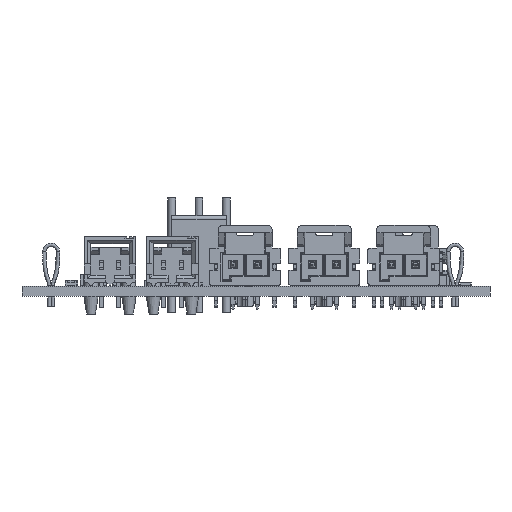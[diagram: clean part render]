
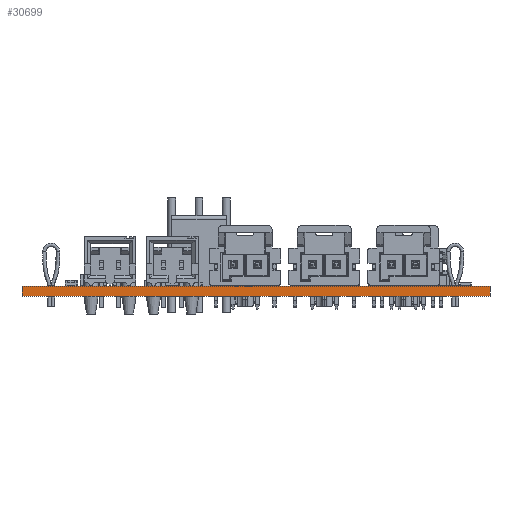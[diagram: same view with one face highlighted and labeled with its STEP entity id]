
A CAD part, front view. The second image highlights one B-rep face of the part: STEP entity #30699.
In plain terms, the highlighted planar face has unit normal (0, -1, 0).
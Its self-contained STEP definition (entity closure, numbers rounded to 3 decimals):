
#30699 = ADVANCED_FACE('',(#30700),#30734,.T.);
#30700 = FACE_BOUND('',#30701,.T.);
#30701 = EDGE_LOOP('',(#30702,#30712,#30720,#30728));
#30702 = ORIENTED_EDGE('',*,*,#30703,.T.);
#30703 = EDGE_CURVE('',#30704,#30706,#30708,.T.);
#30704 = VERTEX_POINT('',#30705);
#30705 = CARTESIAN_POINT('',(166.,-118.,0.));
#30706 = VERTEX_POINT('',#30707);
#30707 = CARTESIAN_POINT('',(166.,-118.,1.44));
#30708 = LINE('',#30709,#30710);
#30709 = CARTESIAN_POINT('',(166.,-118.,0.));
#30710 = VECTOR('',#30711,1.);
#30711 = DIRECTION('',(0.,0.,1.));
#30712 = ORIENTED_EDGE('',*,*,#30713,.T.);
#30713 = EDGE_CURVE('',#30706,#30714,#30716,.T.);
#30714 = VERTEX_POINT('',#30715);
#30715 = CARTESIAN_POINT('',(98.349,-118.,1.44));
#30716 = LINE('',#30717,#30718);
#30717 = CARTESIAN_POINT('',(166.,-118.,1.44));
#30718 = VECTOR('',#30719,1.);
#30719 = DIRECTION('',(-1.,0.,0.));
#30720 = ORIENTED_EDGE('',*,*,#30721,.F.);
#30721 = EDGE_CURVE('',#30722,#30714,#30724,.T.);
#30722 = VERTEX_POINT('',#30723);
#30723 = CARTESIAN_POINT('',(98.349,-118.,0.));
#30724 = LINE('',#30725,#30726);
#30725 = CARTESIAN_POINT('',(98.349,-118.,0.));
#30726 = VECTOR('',#30727,1.);
#30727 = DIRECTION('',(0.,0.,1.));
#30728 = ORIENTED_EDGE('',*,*,#30729,.F.);
#30729 = EDGE_CURVE('',#30704,#30722,#30730,.T.);
#30730 = LINE('',#30731,#30732);
#30731 = CARTESIAN_POINT('',(166.,-118.,0.));
#30732 = VECTOR('',#30733,1.);
#30733 = DIRECTION('',(-1.,0.,0.));
#30734 = PLANE('',#30735);
#30735 = AXIS2_PLACEMENT_3D('',#30736,#30737,#30738);
#30736 = CARTESIAN_POINT('',(166.,-118.,0.));
#30737 = DIRECTION('',(0.,-1.,0.));
#30738 = DIRECTION('',(-1.,0.,0.));
